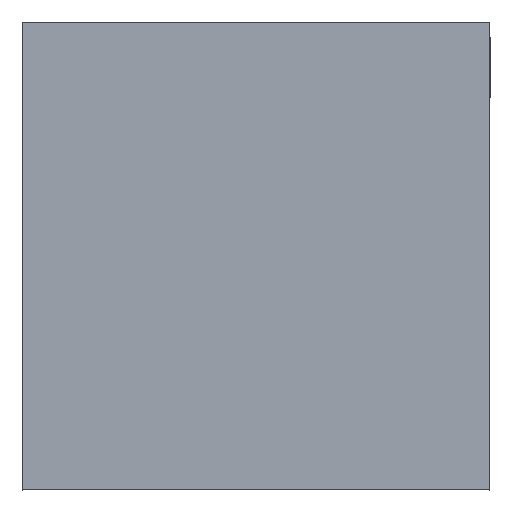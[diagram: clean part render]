
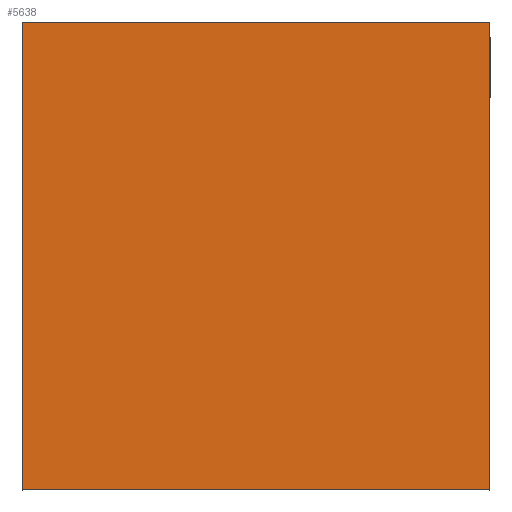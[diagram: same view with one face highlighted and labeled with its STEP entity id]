
A CAD part, front view. The second image highlights one B-rep face of the part: STEP entity #5638.
In plain terms, the highlighted planar face has unit normal (0, -1, 0).
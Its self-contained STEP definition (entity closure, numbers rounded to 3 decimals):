
#146 = VERTEX_POINT ( 'NONE', #11112 ) ;
#1749 = AXIS2_PLACEMENT_3D ( 'NONE', #11038, #4006, #10506 ) ;
#1911 = DIRECTION ( 'NONE',  ( 0., 0., 1. ) ) ;
#2105 = CARTESIAN_POINT ( 'NONE',  ( 15.9, -0.4, 15.9 ) ) ;
#2388 = LINE ( 'NONE', #10352, #10487 ) ;
#2527 = ORIENTED_EDGE ( 'NONE', *, *, #3343, .F. ) ;
#3343 = EDGE_CURVE ( 'NONE', #4831, #7889, #5717, .T. ) ;
#4006 = DIRECTION ( 'NONE',  ( 0., -1., 0. ) ) ;
#4269 = EDGE_CURVE ( 'NONE', #7889, #146, #2388, .T. ) ;
#4831 = VERTEX_POINT ( 'NONE', #11020 ) ;
#5548 = ORIENTED_EDGE ( 'NONE', *, *, #10755, .F. ) ;
#5638 = ADVANCED_FACE ( 'NONE', ( #6499 ), #13603, .T. ) ;
#5717 = LINE ( 'NONE', #12439, #13811 ) ;
#6164 = LINE ( 'NONE', #12814, #9994 ) ;
#6488 = ORIENTED_EDGE ( 'NONE', *, *, #4269, .F. ) ;
#6499 = FACE_OUTER_BOUND ( 'NONE', #8885, .T. ) ;
#7186 = DIRECTION ( 'NONE',  ( -1., 0., 0. ) ) ;
#7889 = VERTEX_POINT ( 'NONE', #2105 ) ;
#8152 = DIRECTION ( 'NONE',  ( 1., 0., 0. ) ) ;
#8762 = VERTEX_POINT ( 'NONE', #9141 ) ;
#8885 = EDGE_LOOP ( 'NONE', ( #6488, #2527, #10121, #5548 ) ) ;
#9141 = CARTESIAN_POINT ( 'NONE',  ( -15.9, -0.4, -15.9 ) ) ;
#9178 = DIRECTION ( 'NONE',  ( 0., 0., -1. ) ) ;
#9994 = VECTOR ( 'NONE', #7186, 1000. ) ;
#10015 = LINE ( 'NONE', #10836, #13475 ) ;
#10121 = ORIENTED_EDGE ( 'NONE', *, *, #14594, .F. ) ;
#10352 = CARTESIAN_POINT ( 'NONE',  ( 15.9, -0.4, 15.9 ) ) ;
#10487 = VECTOR ( 'NONE', #9178, 1000. ) ;
#10506 = DIRECTION ( 'NONE',  ( 0., 0., -1. ) ) ;
#10755 = EDGE_CURVE ( 'NONE', #146, #8762, #6164, .T. ) ;
#10836 = CARTESIAN_POINT ( 'NONE',  ( -15.9, -0.4, 15.9 ) ) ;
#11020 = CARTESIAN_POINT ( 'NONE',  ( -15.9, -0.4, 15.9 ) ) ;
#11038 = CARTESIAN_POINT ( 'NONE',  ( 15.9, -0.4, -15.9 ) ) ;
#11112 = CARTESIAN_POINT ( 'NONE',  ( 15.9, -0.4, -15.9 ) ) ;
#12439 = CARTESIAN_POINT ( 'NONE',  ( -15.9, -0.4, 15.9 ) ) ;
#12814 = CARTESIAN_POINT ( 'NONE',  ( -15.9, -0.4, -15.9 ) ) ;
#13475 = VECTOR ( 'NONE', #1911, 1000. ) ;
#13603 = PLANE ( 'NONE',  #1749 ) ;
#13811 = VECTOR ( 'NONE', #8152, 1000. ) ;
#14594 = EDGE_CURVE ( 'NONE', #8762, #4831, #10015, .T. ) ;
